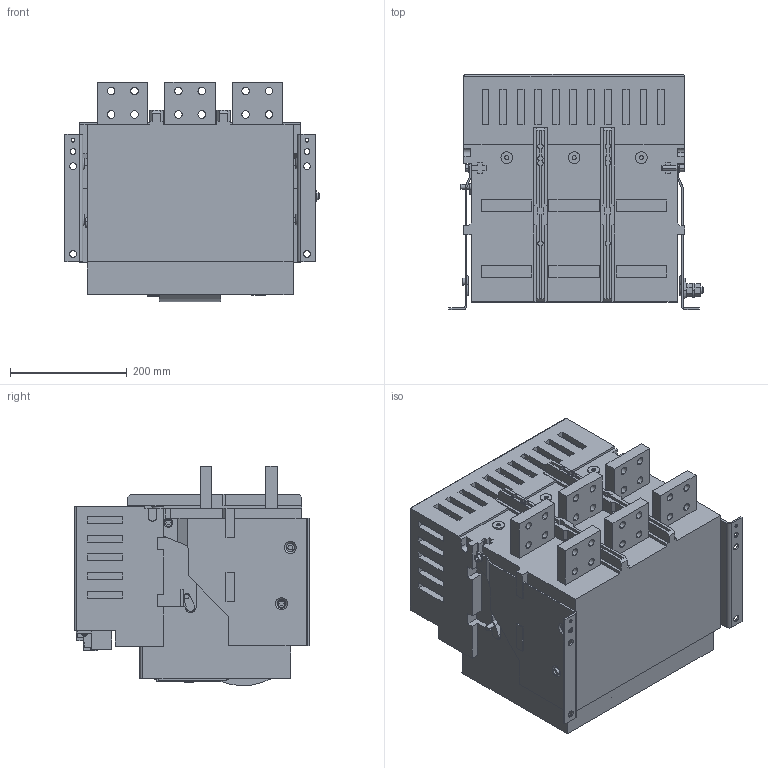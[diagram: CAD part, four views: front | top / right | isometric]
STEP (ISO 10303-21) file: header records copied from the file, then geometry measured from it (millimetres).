
FILE_DESCRIPTION (( 'STEP AP214' ), '1' );
FILE_NAME ('mccb45-3200-2000(2500)-v2.ÃÌ Âûêëþ÷àòåëü âîçäóøíûé àâòîìàòè÷åñêèé ÂÀ-45 3200-2000À 3P 100êÀ ñòàöèîíàðíûé v2 EKF.STEP', '2026-04-01T10:40:45', ( '' ), ( '' ), 'SwSTEP 2.0', 'SolidWorks 2021', '' );
FILE_SCHEMA (( 'AUTOMOTIVE_DESIGN' ));
Length unit declared in the file: millimetre
Products named in the file (1): mccb45-3200-2000(2500)-v2.ÃÌ Âûêëþ÷àòåëü âîçäóøíûé àâòîìàòè÷åñêèé ÂÀ-45 3200-2000À 3P 100êÀ ñòàöèîíàðíûé v2 EKF
Bounding box: 434.5 x 402 x 375.13 mm (x, y, z)
Volume: 39041564.7 mm3; surface area: 1168072 mm2
Topology: 1 solids, 2 shells, 1722 faces, 4764 edges, 3150 vertices
Faces by surface type: plane 1189, bspline 262, cylinder 239, cone 22, torus 10
Entity records: 67114 total; most frequent: CARTESIAN_POINT 21173, ORIENTED_EDGE 9528, DIRECTION 7746, EDGE_CURVE 4764, VECTOR 3574, LINE 3574, VERTEX_POINT 3150, AXIS2_PLACEMENT_3D 2086
